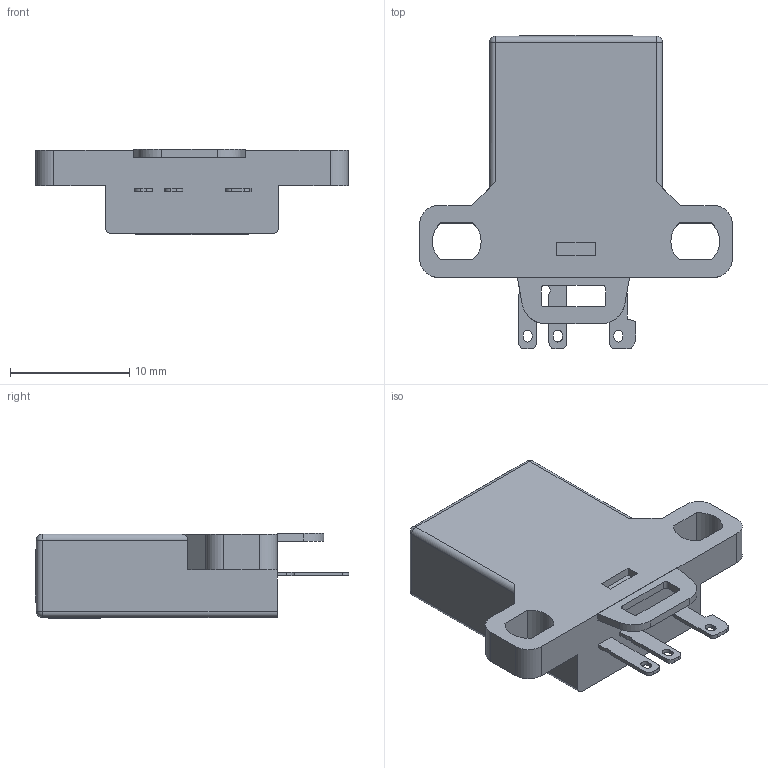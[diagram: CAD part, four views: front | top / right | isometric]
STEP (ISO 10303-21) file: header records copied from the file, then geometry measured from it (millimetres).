
FILE_DESCRIPTION(/* description */ (''),/* implementation_level */ '2;1');
FILE_NAME(/* name */ 'FPJ-F10.stp',/* time_stamp */ '2024-07-05T10:09:44+08:00',/* author */ (''),/* organization */ (''),/* preprocessor_version */ 'ST-DEVELOPER v14',/* originating_system */ 'SIEMENS PLM Software NX 8.0',/* authorisation */ '');
FILE_SCHEMA (('AUTOMOTIVE_DESIGN { 1 0 10303 214 3 1 1 1 }'));
Length unit declared in the file: millimetre
Products named in the file (1): DELL41001EBB4lxb
Bounding box: 26.2 x 26.3 x 7.17 mm (x, y, z)
Volume: 2204.4 mm3; surface area: 1424.9 mm2
Topology: 1 solids, 1 shells, 149 faces, 398 edges, 258 vertices
Faces by surface type: plane 104, cylinder 41, sphere 4
Entity records: 4979 total; most frequent: CARTESIAN_POINT 802, ORIENTED_EDGE 788, DIRECTION 776, EDGE_CURVE 394, LINE 312, VECTOR 312, VERTEX_POINT 258, AXIS2_PLACEMENT_3D 232
